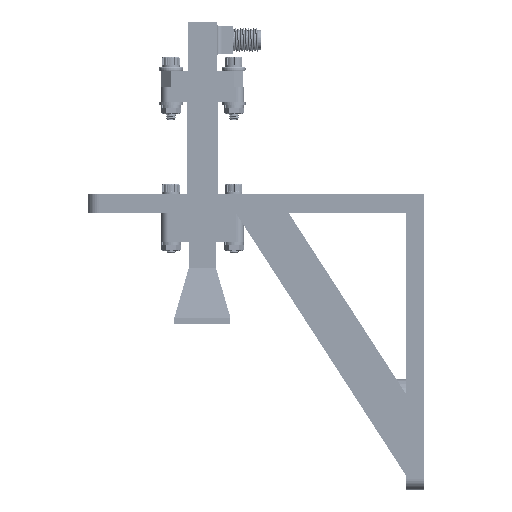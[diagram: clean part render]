
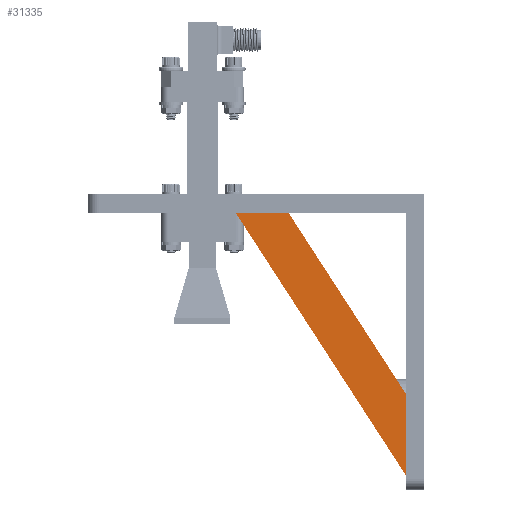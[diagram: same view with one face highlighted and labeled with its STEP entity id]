
A CAD part, left-side view. The second image highlights one B-rep face of the part: STEP entity #31335.
In plain terms, the highlighted planar face has unit normal (-1, 0, 0).
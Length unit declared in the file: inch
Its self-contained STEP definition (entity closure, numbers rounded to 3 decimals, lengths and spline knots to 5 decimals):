
#2320 = CARTESIAN_POINT ( 'NONE',  ( -1.22047, 2.00791, -0.19685 ) ) ;
#3443 = DIRECTION ( 'NONE',  ( 0., 0., -1. ) ) ;
#4793 = ORIENTED_EDGE ( 'NONE', *, *, #22344, .F. ) ;
#5145 = CARTESIAN_POINT ( 'NONE',  ( -1.22047, 0.19685, -2.99056 ) ) ;
#8159 = LINE ( 'NONE', #33562, #53992 ) ;
#16044 = EDGE_LOOP ( 'NONE', ( #22745, #44468, #4793, #28888 ) ) ;
#17182 = AXIS2_PLACEMENT_3D ( 'NONE', #18466, #42901, #3443 ) ;
#17734 = CARTESIAN_POINT ( 'NONE',  ( -1.22047, 1.44488, -0.19685 ) ) ;
#18466 = CARTESIAN_POINT ( 'NONE',  ( -1.22047, 0., 0. ) ) ;
#19407 = LINE ( 'NONE', #49813, #33670 ) ;
#20470 = VERTEX_POINT ( 'NONE', #65950 ) ;
#21506 = DIRECTION ( 'NONE',  ( 0., 0., -1. ) ) ;
#22344 = EDGE_CURVE ( 'NONE', #62783, #20470, #47793, .T. ) ;
#22745 = ORIENTED_EDGE ( 'NONE', *, *, #29107, .F. ) ;
#24125 = DIRECTION ( 'NONE',  ( 0., 0.544, 0.839 ) ) ;
#28430 = VERTEX_POINT ( 'NONE', #60656 ) ;
#28888 = ORIENTED_EDGE ( 'NONE', *, *, #60869, .F. ) ;
#29107 = EDGE_CURVE ( 'NONE', #28430, #39026, #40891, .T. ) ;
#31335 = ADVANCED_FACE ( 'NONE', ( #48205 ), #58536, .F. ) ;
#33562 = CARTESIAN_POINT ( 'NONE',  ( -1.22047, 0.19685, -2.12205 ) ) ;
#33670 = VECTOR ( 'NONE', #24125, 39.37008 ) ;
#35348 = CARTESIAN_POINT ( 'NONE',  ( -1.22047, 0.19685, -2.99056 ) ) ;
#35991 = EDGE_CURVE ( 'NONE', #20470, #28430, #8159, .T. ) ;
#39026 = VERTEX_POINT ( 'NONE', #35348 ) ;
#40891 = LINE ( 'NONE', #5145, #42613 ) ;
#42613 = VECTOR ( 'NONE', #21506, 39.37008 ) ;
#42802 = DIRECTION ( 'NONE',  ( 0., -1., 0. ) ) ;
#42901 = DIRECTION ( 'NONE',  ( 1., 0., 0. ) ) ;
#44468 = ORIENTED_EDGE ( 'NONE', *, *, #35991, .F. ) ;
#47793 = LINE ( 'NONE', #17734, #55925 ) ;
#48205 = FACE_OUTER_BOUND ( 'NONE', #16044, .T. ) ;
#48225 = DIRECTION ( 'NONE',  ( 0., -0.544, -0.839 ) ) ;
#49813 = CARTESIAN_POINT ( 'NONE',  ( -1.22047, 2.00791, -0.19685 ) ) ;
#53992 = VECTOR ( 'NONE', #48225, 39.37008 ) ;
#55925 = VECTOR ( 'NONE', #42802, 39.37008 ) ;
#58536 = PLANE ( 'NONE',  #17182 ) ;
#60656 = CARTESIAN_POINT ( 'NONE',  ( -1.22047, 0.19685, -2.12205 ) ) ;
#60869 = EDGE_CURVE ( 'NONE', #39026, #62783, #19407, .T. ) ;
#62783 = VERTEX_POINT ( 'NONE', #2320 ) ;
#65950 = CARTESIAN_POINT ( 'NONE',  ( -1.22047, 1.44488, -0.19685 ) ) ;
